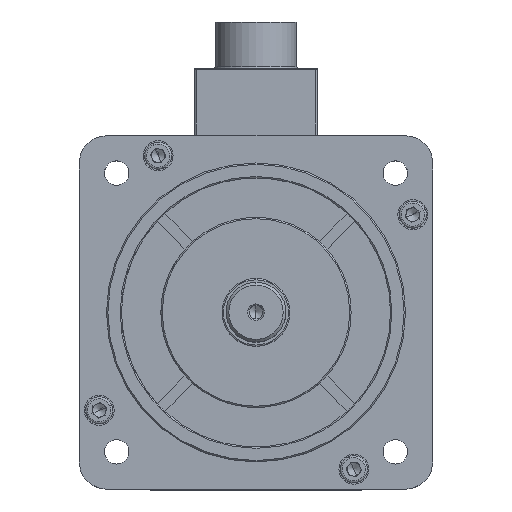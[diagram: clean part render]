
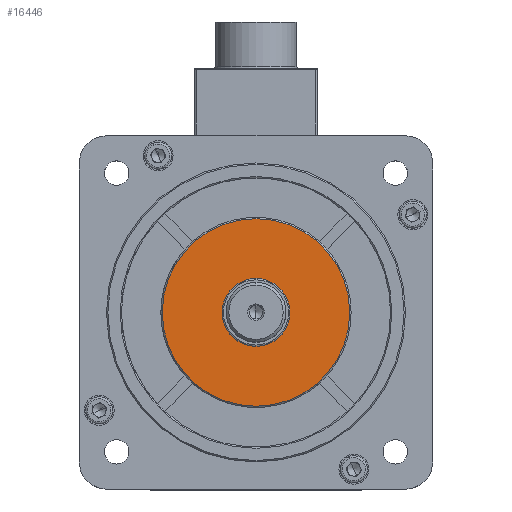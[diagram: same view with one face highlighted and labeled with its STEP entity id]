
A CAD part, top view. The second image highlights one B-rep face of the part: STEP entity #16446.
In plain terms, the highlighted planar face has unit normal (0, 0, 1).
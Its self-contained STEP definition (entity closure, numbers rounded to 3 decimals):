
#4155 = CARTESIAN_POINT ( 'NONE',  ( 201.359, 86.541, 48.207 ) ) ;
#5604 = EDGE_CURVE ( 'NONE', #26400, #19726, #37106, .T. ) ;
#7265 = ORIENTED_EDGE ( 'NONE', *, *, #37979, .T. ) ;
#10143 = CARTESIAN_POINT ( 'NONE',  ( 201.359, 86.541, 48.207 ) ) ;
#11078 = CARTESIAN_POINT ( 'NONE',  ( 235.859, 86.541, 48.207 ) ) ;
#11439 = AXIS2_PLACEMENT_3D ( 'NONE', #11987, #33545, #22543 ) ;
#11987 = CARTESIAN_POINT ( 'NONE',  ( 201.359, 86.541, 48.207 ) ) ;
#12125 = AXIS2_PLACEMENT_3D ( 'NONE', #4155, #42512, #25738 ) ;
#13862 = EDGE_LOOP ( 'NONE', ( #7265, #40698 ) ) ;
#16446 = ADVANCED_FACE ( 'NONE', ( #28968 ), #28508, .T. ) ;
#19726 = VERTEX_POINT ( 'NONE', #27168 ) ;
#22543 = DIRECTION ( 'NONE',  ( 1., 0., 0. ) ) ;
#25738 = DIRECTION ( 'NONE',  ( 1., 0., 0. ) ) ;
#26400 = VERTEX_POINT ( 'NONE', #11078 ) ;
#27168 = CARTESIAN_POINT ( 'NONE',  ( 166.859, 86.541, 48.207 ) ) ;
#28508 = PLANE ( 'NONE',  #12125 ) ;
#28968 = FACE_OUTER_BOUND ( 'NONE', #13862, .T. ) ;
#33545 = DIRECTION ( 'NONE',  ( 0., 0., 1. ) ) ;
#33681 = AXIS2_PLACEMENT_3D ( 'NONE', #10143, #45289, #44844 ) ;
#36636 = CIRCLE ( 'NONE', #33681, 34.5 ) ;
#37106 = CIRCLE ( 'NONE', #11439, 34.5 ) ;
#37979 = EDGE_CURVE ( 'NONE', #19726, #26400, #36636, .T. ) ;
#40698 = ORIENTED_EDGE ( 'NONE', *, *, #5604, .T. ) ;
#42512 = DIRECTION ( 'NONE',  ( 0., 0., 1. ) ) ;
#44844 = DIRECTION ( 'NONE',  ( 1., 0., 0. ) ) ;
#45289 = DIRECTION ( 'NONE',  ( 0., 0., 1. ) ) ;
